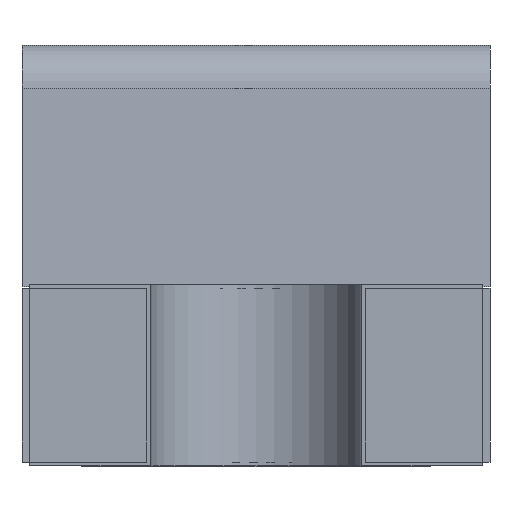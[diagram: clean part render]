
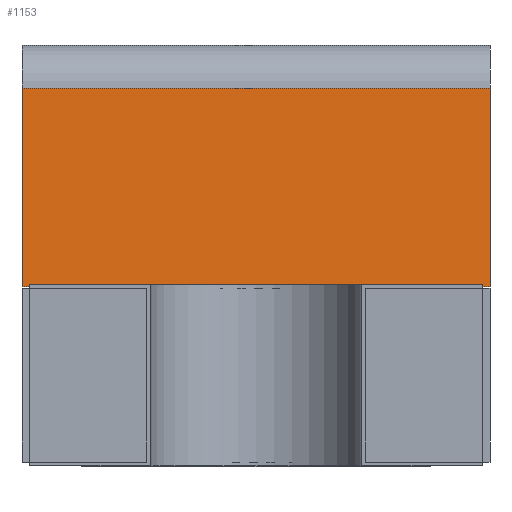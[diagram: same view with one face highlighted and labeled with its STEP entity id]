
A CAD part, front view. The second image highlights one B-rep face of the part: STEP entity #1153.
In plain terms, the highlighted planar face has unit normal (0, -0.999, 0.052).
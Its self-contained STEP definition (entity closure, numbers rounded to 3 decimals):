
#103=FACE_OUTER_BOUND('',#166,.T.);
#166=EDGE_LOOP('',(#1010,#1011,#1012,#1013));
#303=LINE('',#1912,#446);
#306=LINE('',#1918,#449);
#307=LINE('',#1920,#450);
#308=LINE('',#1921,#451);
#446=VECTOR('',#1513,10.);
#449=VECTOR('',#1518,10.);
#450=VECTOR('',#1519,10.);
#451=VECTOR('',#1520,10.);
#553=VERTEX_POINT('',#1908);
#555=VERTEX_POINT('',#1911);
#557=VERTEX_POINT('',#1917);
#558=VERTEX_POINT('',#1919);
#707=EDGE_CURVE('',#555,#553,#303,.T.);
#710=EDGE_CURVE('',#555,#557,#306,.T.);
#711=EDGE_CURVE('',#553,#558,#307,.T.);
#712=EDGE_CURVE('',#557,#558,#308,.T.);
#1010=ORIENTED_EDGE('',*,*,#710,.F.);
#1011=ORIENTED_EDGE('',*,*,#707,.T.);
#1012=ORIENTED_EDGE('',*,*,#711,.T.);
#1013=ORIENTED_EDGE('',*,*,#712,.F.);
#1092=PLANE('',#1242);
#1153=ADVANCED_FACE('',(#103),#1092,.T.);
#1242=AXIS2_PLACEMENT_3D('',#1916,#1516,#1517);
#1513=DIRECTION('',(1.,0.,0.));
#1516=DIRECTION('center_axis',(0.,-0.999,
0.052));
#1517=DIRECTION('ref_axis',(0.,0.052,0.999));
#1518=DIRECTION('',(0.,0.052,0.999));
#1519=DIRECTION('',(0.,0.052,0.999));
#1520=DIRECTION('',(1.,0.,0.));
#1908=CARTESIAN_POINT('',(0.394,-0.546,0.295));
#1911=CARTESIAN_POINT('',(-0.394,-0.546,0.295));
#1912=CARTESIAN_POINT('',(-0.394,-0.546,0.295));
#1916=CARTESIAN_POINT('Origin',(-0.409,-0.546,0.288));
#1917=CARTESIAN_POINT('',(-0.394,-0.528,0.629));
#1918=CARTESIAN_POINT('',(-0.394,-0.546,0.295));
#1919=CARTESIAN_POINT('',(0.394,-0.528,0.629));
#1920=CARTESIAN_POINT('',(0.394,-0.546,0.295));
#1921=CARTESIAN_POINT('',(-0.394,-0.528,0.629));
